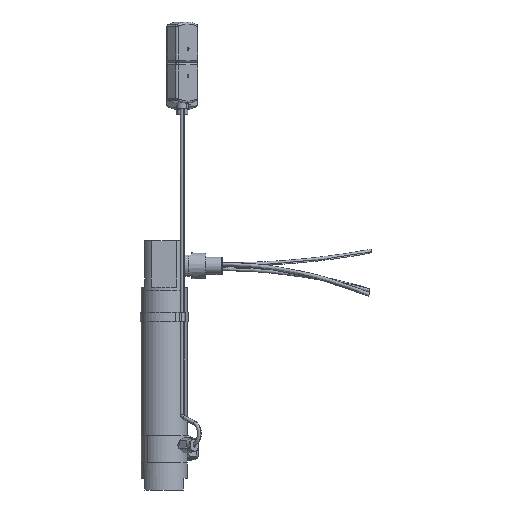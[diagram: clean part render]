
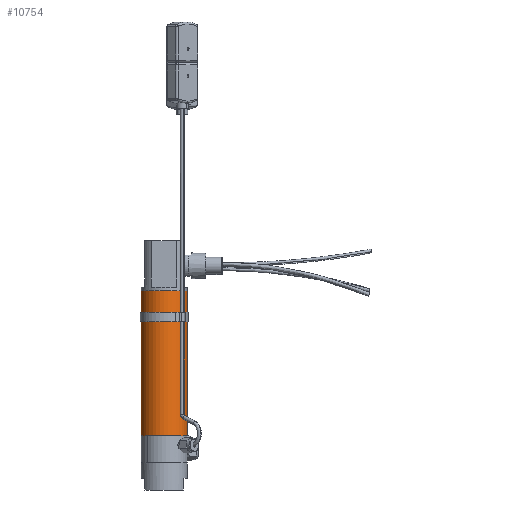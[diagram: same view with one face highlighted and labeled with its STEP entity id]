
A CAD part, front view. The second image highlights one B-rep face of the part: STEP entity #10754.
In plain terms, the highlighted cylindrical face has radius 19.05 mm (diameter 38.1 mm), a partial arc.
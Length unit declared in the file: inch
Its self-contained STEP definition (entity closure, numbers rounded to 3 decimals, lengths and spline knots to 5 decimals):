
#458 = ORIENTED_EDGE ( 'NONE', *, *, #11179, .T. ) ;
#871 = ORIENTED_EDGE ( 'NONE', *, *, #10476, .F. ) ;
#1057 = ORIENTED_EDGE ( 'NONE', *, *, #10267, .T. ) ;
#1156 = ORIENTED_EDGE ( 'NONE', *, *, #10519, .T. ) ;
#1328 = CIRCLE ( 'NONE', #2004, 0.75 ) ;
#1839 = CARTESIAN_POINT ( 'NONE',  ( -0.93339, -0.03178, 6.73948 ) ) ;
#1926 = DIRECTION ( 'NONE',  ( 1., 0., 0. ) ) ;
#1973 = DIRECTION ( 'NONE',  ( 0., 0., 1. ) ) ;
#2004 = AXIS2_PLACEMENT_3D ( 'NONE', #3436, #3398, #3382 ) ;
#2008 = CARTESIAN_POINT ( 'NONE',  ( -0.18339, -0.03178, 2.03948 ) ) ;
#2155 = CARTESIAN_POINT ( 'NONE',  ( 0.56661, -0.03178, 2.03948 ) ) ;
#2386 = AXIS2_PLACEMENT_3D ( 'NONE', #14660, #14376, #4119 ) ;
#2418 = DIRECTION ( 'NONE',  ( 0., 0., 1. ) ) ;
#3000 = AXIS2_PLACEMENT_3D ( 'NONE', #2008, #1973, #1926 ) ;
#3382 = DIRECTION ( 'NONE',  ( 1., 0., 0. ) ) ;
#3398 = DIRECTION ( 'NONE',  ( 0., 0., -1. ) ) ;
#3436 = CARTESIAN_POINT ( 'NONE',  ( -0.18339, -0.03178, 6.73948 ) ) ;
#4119 = DIRECTION ( 'NONE',  ( 1., 0., 0. ) ) ;
#4966 = DIRECTION ( 'NONE',  ( 0., 0., 1. ) ) ;
#5563 = CARTESIAN_POINT ( 'NONE',  ( -0.93339, -0.03178, 2.03948 ) ) ;
#5582 = CIRCLE ( 'NONE', #3000, 0.75 ) ;
#7548 = EDGE_LOOP ( 'NONE', ( #871, #1057, #1156, #458 ) ) ;
#7722 = CARTESIAN_POINT ( 'NONE',  ( 0.56661, -0.03178, 2.03948 ) ) ;
#9696 = CARTESIAN_POINT ( 'NONE',  ( 0.56661, -0.03178, 6.73948 ) ) ;
#10267 = EDGE_CURVE ( 'NONE', #13142, #13803, #5582, .T. ) ;
#10476 = EDGE_CURVE ( 'NONE', #13142, #13379, #13524, .T. ) ;
#10519 = EDGE_CURVE ( 'NONE', #13803, #12531, #13982, .T. ) ;
#10754 = ADVANCED_FACE ( 'NONE', ( #14723 ), #14785, .T. ) ;
#11179 = EDGE_CURVE ( 'NONE', #12531, #13379, #1328, .T. ) ;
#12531 = VERTEX_POINT ( 'NONE', #9696 ) ;
#13142 = VERTEX_POINT ( 'NONE', #13160 ) ;
#13160 = CARTESIAN_POINT ( 'NONE',  ( -0.93339, -0.03178, 2.03948 ) ) ;
#13379 = VERTEX_POINT ( 'NONE', #1839 ) ;
#13494 = VECTOR ( 'NONE', #2418, 39.37008 ) ;
#13524 = LINE ( 'NONE', #5563, #13729 ) ;
#13729 = VECTOR ( 'NONE', #4966, 39.37008 ) ;
#13803 = VERTEX_POINT ( 'NONE', #7722 ) ;
#13982 = LINE ( 'NONE', #2155, #13494 ) ;
#14376 = DIRECTION ( 'NONE',  ( 0., 0., 1. ) ) ;
#14660 = CARTESIAN_POINT ( 'NONE',  ( -0.18339, -0.03178, 2.03948 ) ) ;
#14723 = FACE_OUTER_BOUND ( 'NONE', #7548, .T. ) ;
#14785 = CYLINDRICAL_SURFACE ( 'NONE', #2386, 0.75 ) ;
